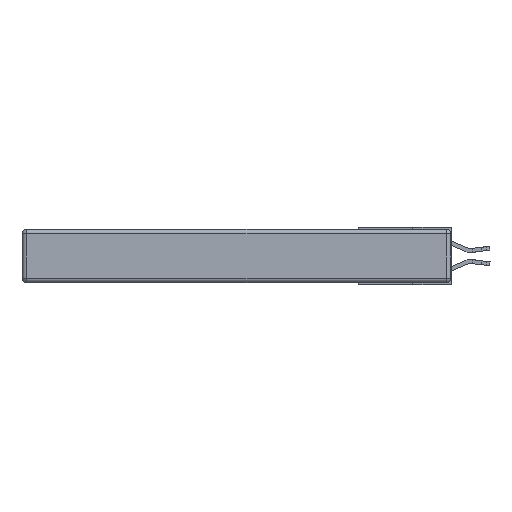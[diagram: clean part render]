
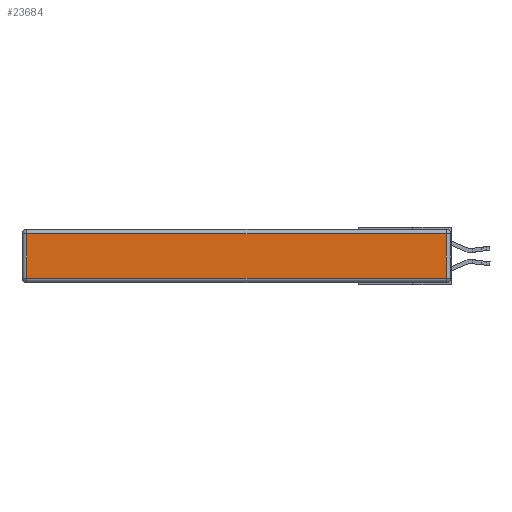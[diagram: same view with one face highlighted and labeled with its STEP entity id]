
A CAD part, left-side view. The second image highlights one B-rep face of the part: STEP entity #23684.
In plain terms, the highlighted planar face has unit normal (-1, 0, 0).
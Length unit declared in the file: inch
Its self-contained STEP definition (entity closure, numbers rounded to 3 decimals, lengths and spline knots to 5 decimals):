
#1738 = CARTESIAN_POINT ( 'NONE',  ( 0., 2.72, -0.343 ) ) ;
#1911 = CARTESIAN_POINT ( 'NONE',  ( 0., 0.03, -0.313 ) ) ;
#2646 = DIRECTION ( 'NONE',  ( 0., 0., 1. ) ) ;
#2880 = VECTOR ( 'NONE', #11509, 39.37008 ) ;
#3557 = VERTEX_POINT ( 'NONE', #1911 ) ;
#3907 = DIRECTION ( 'NONE',  ( 0., 0., -1. ) ) ;
#4098 = PLANE ( 'NONE',  #20427 ) ;
#4201 = CARTESIAN_POINT ( 'NONE',  ( 0., 2.72, -0.03 ) ) ;
#4945 = CARTESIAN_POINT ( 'NONE',  ( 0., 2.72, -0.313 ) ) ;
#5438 = ORIENTED_EDGE ( 'NONE', *, *, #5656, .T. ) ;
#5479 = EDGE_CURVE ( 'NONE', #3557, #22477, #18213, .T. ) ;
#5656 = EDGE_CURVE ( 'NONE', #15688, #19449, #5941, .T. ) ;
#5941 = LINE ( 'NONE', #1738, #11302 ) ;
#6637 = ORIENTED_EDGE ( 'NONE', *, *, #24853, .T. ) ;
#7264 = LINE ( 'NONE', #13567, #21407 ) ;
#9301 = DIRECTION ( 'NONE',  ( 0., 1., 0. ) ) ;
#10342 = CARTESIAN_POINT ( 'NONE',  ( 0., 0.03, -0.03 ) ) ;
#10381 = LINE ( 'NONE', #21527, #20429 ) ;
#11211 = DIRECTION ( 'NONE',  ( 0., -1., 0. ) ) ;
#11302 = VECTOR ( 'NONE', #3907, 39.37008 ) ;
#11509 = DIRECTION ( 'NONE',  ( 0., 0., 1. ) ) ;
#12651 = ORIENTED_EDGE ( 'NONE', *, *, #22720, .T. ) ;
#13567 = CARTESIAN_POINT ( 'NONE',  ( 0., 0., -0.313 ) ) ;
#15688 = VERTEX_POINT ( 'NONE', #4201 ) ;
#16830 = CARTESIAN_POINT ( 'NONE',  ( 0., 0., -0.343 ) ) ;
#18213 = LINE ( 'NONE', #19341, #2880 ) ;
#19233 = EDGE_LOOP ( 'NONE', ( #6637, #19705, #12651, #5438 ) ) ;
#19341 = CARTESIAN_POINT ( 'NONE',  ( 0., 0.03, -0.343 ) ) ;
#19449 = VERTEX_POINT ( 'NONE', #4945 ) ;
#19705 = ORIENTED_EDGE ( 'NONE', *, *, #5479, .T. ) ;
#20427 = AXIS2_PLACEMENT_3D ( 'NONE', #16830, #24916, #2646 ) ;
#20429 = VECTOR ( 'NONE', #9301, 39.37008 ) ;
#21407 = VECTOR ( 'NONE', #11211, 39.37008 ) ;
#21527 = CARTESIAN_POINT ( 'NONE',  ( 0., 2.75, -0.03 ) ) ;
#22477 = VERTEX_POINT ( 'NONE', #10342 ) ;
#22720 = EDGE_CURVE ( 'NONE', #22477, #15688, #10381, .T. ) ;
#23235 = FACE_OUTER_BOUND ( 'NONE', #19233, .T. ) ;
#23684 = ADVANCED_FACE ( 'NONE', ( #23235 ), #4098, .T. ) ;
#24853 = EDGE_CURVE ( 'NONE', #19449, #3557, #7264, .T. ) ;
#24916 = DIRECTION ( 'NONE',  ( -1., 0., 0. ) ) ;
